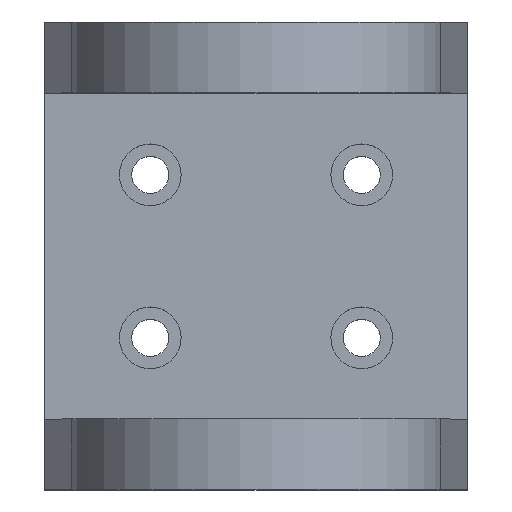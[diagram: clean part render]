
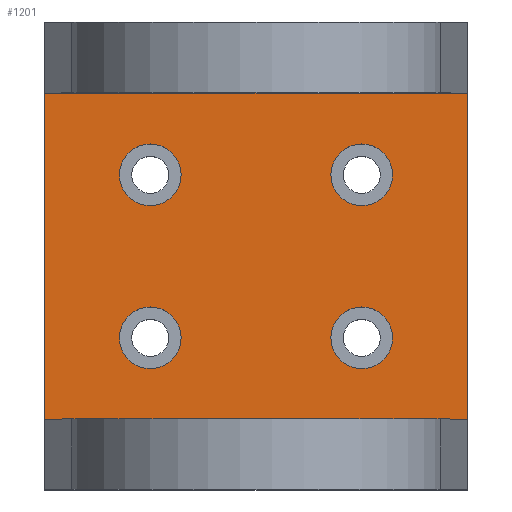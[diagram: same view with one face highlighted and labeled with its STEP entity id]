
A CAD part, top view. The second image highlights one B-rep face of the part: STEP entity #1201.
In plain terms, the highlighted planar face has unit normal (0, 0, 1).
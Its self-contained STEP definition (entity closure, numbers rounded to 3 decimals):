
#44=FACE_BOUND('',#255,.T.);
#45=FACE_BOUND('',#256,.T.);
#46=FACE_BOUND('',#257,.T.);
#47=FACE_BOUND('',#258,.T.);
#48=FACE_BOUND('',#259,.T.);
#49=FACE_BOUND('',#260,.T.);
#50=FACE_BOUND('',#261,.T.);
#51=FACE_BOUND('',#262,.T.);
#90=PLANE('',#1331);
#157=FACE_OUTER_BOUND('',#254,.T.);
#254=EDGE_LOOP('',(#1017,#1018,#1019,#1020));
#255=EDGE_LOOP('',(#1021));
#256=EDGE_LOOP('',(#1022));
#257=EDGE_LOOP('',(#1023));
#258=EDGE_LOOP('',(#1024));
#259=EDGE_LOOP('',(#1025));
#260=EDGE_LOOP('',(#1026));
#261=EDGE_LOOP('',(#1027));
#262=EDGE_LOOP('',(#1028));
#339=LINE('',#1874,#443);
#351=LINE('',#1935,#455);
#355=LINE('',#1942,#459);
#357=LINE('',#1945,#461);
#443=VECTOR('',#1531,10.);
#455=VECTOR('',#1601,10.);
#459=VECTOR('',#1607,10.);
#461=VECTOR('',#1611,10.);
#517=CIRCLE('',#1281,3.5);
#520=CIRCLE('',#1286,3.5);
#524=CIRCLE('',#1293,2.1);
#525=CIRCLE('',#1295,2.1);
#533=CIRCLE('',#1310,3.5);
#536=CIRCLE('',#1315,3.5);
#540=CIRCLE('',#1322,2.1);
#541=CIRCLE('',#1324,2.1);
#591=VERTEX_POINT('',#1838);
#594=VERTEX_POINT('',#1847);
#598=VERTEX_POINT('',#1860);
#599=VERTEX_POINT('',#1864);
#601=VERTEX_POINT('',#1872);
#602=VERTEX_POINT('',#1873);
#611=VERTEX_POINT('',#1899);
#614=VERTEX_POINT('',#1908);
#618=VERTEX_POINT('',#1921);
#619=VERTEX_POINT('',#1925);
#621=VERTEX_POINT('',#1933);
#622=VERTEX_POINT('',#1934);
#713=EDGE_CURVE('',#591,#591,#517,.T.);
#717=EDGE_CURVE('',#594,#594,#520,.T.);
#724=EDGE_CURVE('',#598,#598,#524,.T.);
#726=EDGE_CURVE('',#599,#599,#525,.T.);
#729=EDGE_CURVE('',#601,#602,#339,.T.);
#741=EDGE_CURVE('',#611,#611,#533,.T.);
#745=EDGE_CURVE('',#614,#614,#536,.T.);
#752=EDGE_CURVE('',#618,#618,#540,.T.);
#754=EDGE_CURVE('',#619,#619,#541,.T.);
#757=EDGE_CURVE('',#621,#622,#351,.T.);
#761=EDGE_CURVE('',#602,#622,#355,.T.);
#763=EDGE_CURVE('',#621,#601,#357,.T.);
#1017=ORIENTED_EDGE('',*,*,#763,.F.);
#1018=ORIENTED_EDGE('',*,*,#757,.T.);
#1019=ORIENTED_EDGE('',*,*,#761,.F.);
#1020=ORIENTED_EDGE('',*,*,#729,.F.);
#1021=ORIENTED_EDGE('',*,*,#724,.T.);
#1022=ORIENTED_EDGE('',*,*,#726,.T.);
#1023=ORIENTED_EDGE('',*,*,#717,.F.);
#1024=ORIENTED_EDGE('',*,*,#713,.F.);
#1025=ORIENTED_EDGE('',*,*,#741,.T.);
#1026=ORIENTED_EDGE('',*,*,#745,.T.);
#1027=ORIENTED_EDGE('',*,*,#754,.F.);
#1028=ORIENTED_EDGE('',*,*,#752,.F.);
#1201=ADVANCED_FACE('',(#157,#44,#45,#46,#47,#48,#49,#50,#51),#90,.F.);
#1281=AXIS2_PLACEMENT_3D('',#1839,#1489,#1490);
#1286=AXIS2_PLACEMENT_3D('',#1848,#1500,#1501);
#1293=AXIS2_PLACEMENT_3D('',#1862,#1517,#1518);
#1295=AXIS2_PLACEMENT_3D('',#1866,#1522,#1523);
#1310=AXIS2_PLACEMENT_3D('',#1900,#1559,#1560);
#1315=AXIS2_PLACEMENT_3D('',#1909,#1570,#1571);
#1322=AXIS2_PLACEMENT_3D('',#1923,#1587,#1588);
#1324=AXIS2_PLACEMENT_3D('',#1927,#1592,#1593);
#1331=AXIS2_PLACEMENT_3D('',#1948,#1615,#1616);
#1489=DIRECTION('center_axis',(0.,0.,1.));
#1490=DIRECTION('ref_axis',(-1.,0.,0.));
#1500=DIRECTION('center_axis',(0.,0.,1.));
#1501=DIRECTION('ref_axis',(-1.,0.,0.));
#1517=DIRECTION('center_axis',(0.,0.,-1.));
#1518=DIRECTION('ref_axis',(1.,0.,0.));
#1522=DIRECTION('center_axis',(0.,0.,-1.));
#1523=DIRECTION('ref_axis',(1.,0.,0.));
#1531=DIRECTION('',(1.,0.,0.));
#1559=DIRECTION('center_axis',(0.,0.,-1.));
#1560=DIRECTION('ref_axis',(-1.,0.,0.));
#1570=DIRECTION('center_axis',(0.,0.,-1.));
#1571=DIRECTION('ref_axis',(-1.,0.,0.));
#1587=DIRECTION('center_axis',(0.,0.,1.));
#1588=DIRECTION('ref_axis',(1.,0.,0.));
#1592=DIRECTION('center_axis',(0.,0.,1.));
#1593=DIRECTION('ref_axis',(1.,0.,0.));
#1601=DIRECTION('',(1.,0.,0.));
#1607=DIRECTION('',(0.,-1.,0.));
#1611=DIRECTION('',(0.,1.,0.));
#1615=DIRECTION('center_axis',(0.,0.,-1.));
#1616=DIRECTION('ref_axis',(1.,0.,0.));
#1838=CARTESIAN_POINT('',(-254.661,-88.25,311.356));
#1839=CARTESIAN_POINT('Origin',(-258.161,-88.25,311.356));
#1847=CARTESIAN_POINT('',(-230.661,-88.25,311.356));
#1848=CARTESIAN_POINT('Origin',(-234.161,-88.25,311.356));
#1860=CARTESIAN_POINT('',(-238.261,-75.,311.356));
#1862=CARTESIAN_POINT('Origin',(-236.161,-75.,311.356));
#1864=CARTESIAN_POINT('',(-258.261,-75.,311.356));
#1866=CARTESIAN_POINT('Origin',(-256.161,-75.,311.356));
#1872=CARTESIAN_POINT('',(-270.161,-71.,311.356));
#1873=CARTESIAN_POINT('',(-222.161,-71.,311.356));
#1874=CARTESIAN_POINT('',(-270.161,-71.,311.356));
#1899=CARTESIAN_POINT('',(-254.661,-106.75,311.356));
#1900=CARTESIAN_POINT('Origin',(-258.161,-106.75,311.356));
#1908=CARTESIAN_POINT('',(-230.661,-106.75,311.356));
#1909=CARTESIAN_POINT('Origin',(-234.161,-106.75,311.356));
#1921=CARTESIAN_POINT('',(-238.261,-120.,311.356));
#1923=CARTESIAN_POINT('Origin',(-236.161,-120.,311.356));
#1925=CARTESIAN_POINT('',(-258.261,-120.,311.356));
#1927=CARTESIAN_POINT('Origin',(-256.161,-120.,311.356));
#1933=CARTESIAN_POINT('',(-270.161,-124.,311.356));
#1934=CARTESIAN_POINT('',(-222.161,-124.,311.356));
#1935=CARTESIAN_POINT('',(-270.161,-124.,311.356));
#1942=CARTESIAN_POINT('',(-222.161,-71.,311.356));
#1945=CARTESIAN_POINT('',(-270.161,-124.,311.356));
#1948=CARTESIAN_POINT('Origin',(-246.161,-110.75,311.356));
